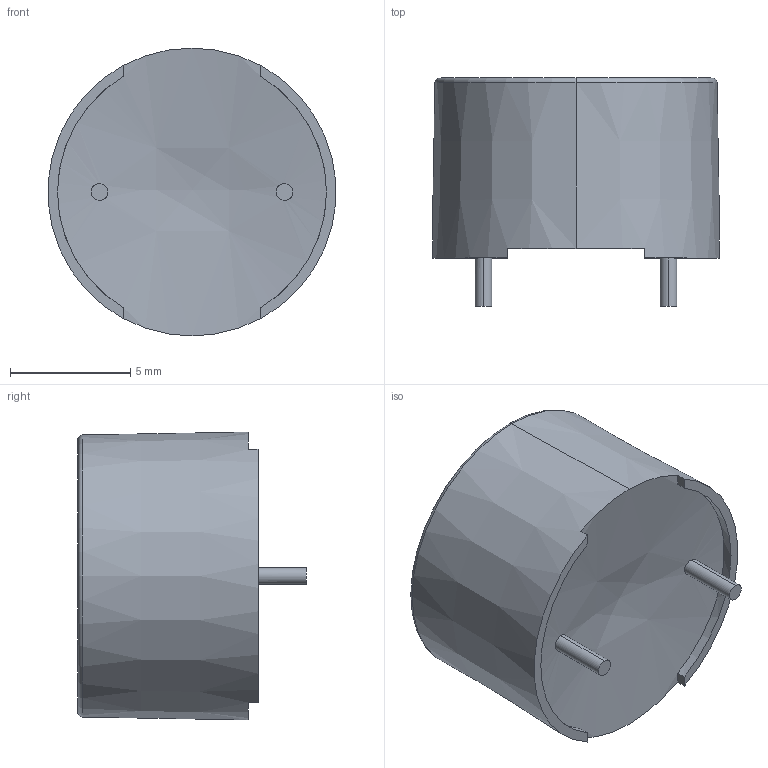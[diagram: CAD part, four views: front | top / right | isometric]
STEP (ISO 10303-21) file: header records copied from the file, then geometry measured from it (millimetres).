
FILE_DESCRIPTION (( 'STEP AP214' ), '1' );
FILE_NAME ('38ED06B4-A869-45F1-A13A-BEB724AEB8A0.STEP', '2009-01-21T07:59:39', ( 'sysAdmin' ), ( 'SolidWorks' ), 'SwSTEP 2.0', 'SolidWorks 2009', '' );
FILE_SCHEMA (( 'AUTOMOTIVE_DESIGN' ));
Length unit declared in the file: millimetre
Products named in the file (1): 38ED06B4-A869-45F1-A13A-BEB724AEB8A0
Bounding box: 11.96 x 9.5 x 11.99 mm (x, y, z)
Volume: 676.3 mm3; surface area: 668.5 mm2
Topology: 1 solids, 1 shells, 42 faces, 100 edges, 66 vertices
Faces by surface type: plane 25, cylinder 12, torus 2, cone 2, bspline 1
Entity records: 1491 total; most frequent: CARTESIAN_POINT 502, ORIENTED_EDGE 200, DIRECTION 192, EDGE_CURVE 100, AXIS2_PLACEMENT_3D 68, VERTEX_POINT 66, VECTOR 56, LINE 56
